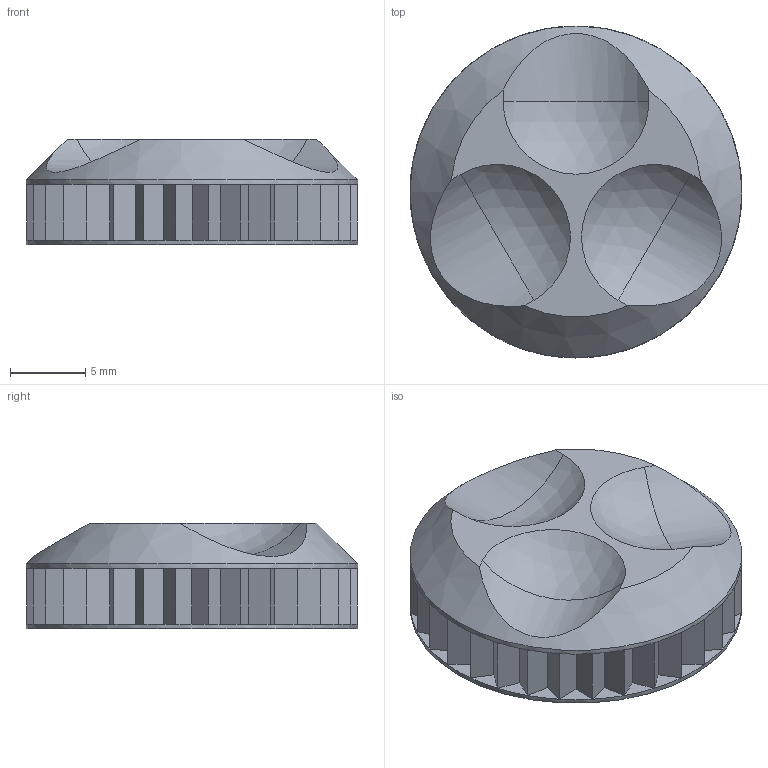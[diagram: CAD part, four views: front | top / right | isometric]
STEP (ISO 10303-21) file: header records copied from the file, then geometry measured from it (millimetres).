
FILE_DESCRIPTION(/* description */ (''),/* implementation_level */ '2;1');
FILE_NAME(/* name */ 'KLOTZ_knob_v01 v4.step',/* time_stamp */ '2022-08-14T19:36:13+02:00',/* author */ (''),/* organization */ (''),/* preprocessor_version */ 'ST-DEVELOPER v19',/* originating_system */ 'Autodesk Translation Framework v11.7.0.108',/* authorisation */ '');
FILE_SCHEMA (('AUTOMOTIVE_DESIGN { 1 0 10303 214 3 1 1 }'));
Length unit declared in the file: millimetre
Products named in the file (1): KLOTZ_knob_v01
Bounding box: 22 x 22 x 7 mm (x, y, z)
Volume: 1939.7 mm3; surface area: 1437.2 mm2
Topology: 1 solids, 1 shells, 152 faces, 315 edges, 167 vertices
Faces by surface type: plane 141, cylinder 7, sphere 3, cone 1
Full cylindrical faces by diameter (mm): 22 x2
Entity records: 3927 total; most frequent: DIRECTION 698, CARTESIAN_POINT 689, ORIENTED_EDGE 630, EDGE_CURVE 315, AXIS2_PLACEMENT_3D 234, LINE 230, VECTOR 230, VERTEX_POINT 167
